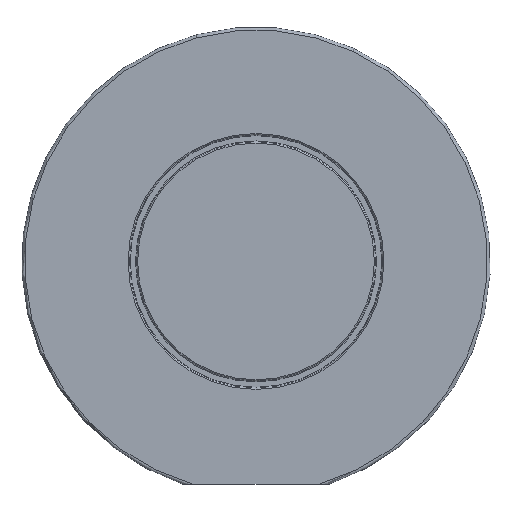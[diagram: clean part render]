
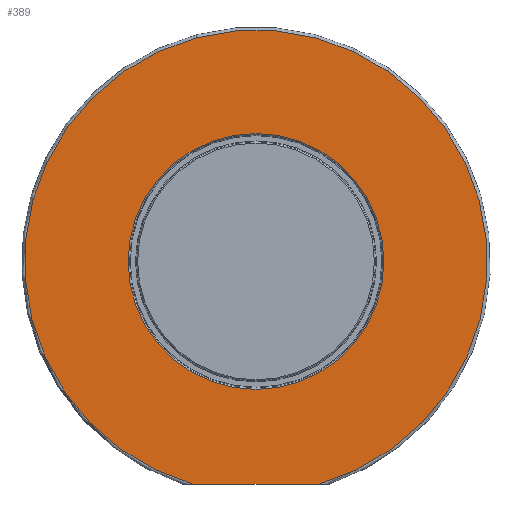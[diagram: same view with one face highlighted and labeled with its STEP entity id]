
A CAD part, front view. The second image highlights one B-rep face of the part: STEP entity #389.
In plain terms, the highlighted planar face has unit normal (0, -1, 0).
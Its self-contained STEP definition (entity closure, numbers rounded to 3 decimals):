
#26=FACE_BOUND('',#120,.T.);
#34=PLANE('',#447);
#45=LINE('',#673,#61);
#61=VECTOR('',#540,10.);
#89=FACE_OUTER_BOUND('',#119,.T.);
#119=EDGE_LOOP('',(#299,#300));
#120=EDGE_LOOP('',(#301));
#156=CIRCLE('',#440,42.85);
#162=CIRCLE('',#448,77.5);
#188=VERTEX_POINT('',#656);
#193=VERTEX_POINT('',#670);
#194=VERTEX_POINT('',#671);
#225=EDGE_CURVE('',#188,#188,#156,.T.);
#232=EDGE_CURVE('',#193,#194,#162,.T.);
#233=EDGE_CURVE('',#193,#194,#45,.T.);
#299=ORIENTED_EDGE('',*,*,#232,.F.);
#300=ORIENTED_EDGE('',*,*,#233,.T.);
#301=ORIENTED_EDGE('',*,*,#225,.F.);
#389=ADVANCED_FACE('',(#89,#26),#34,.T.);
#440=AXIS2_PLACEMENT_3D('',#657,#521,#522);
#447=AXIS2_PLACEMENT_3D('',#669,#536,#537);
#448=AXIS2_PLACEMENT_3D('',#672,#538,#539);
#521=DIRECTION('center_axis',(0.,-1.,0.));
#522=DIRECTION('ref_axis',(1.,0.,0.));
#536=DIRECTION('center_axis',(0.,-1.,0.));
#537=DIRECTION('ref_axis',(1.,0.,0.));
#538=DIRECTION('center_axis',(0.,1.,0.));
#539=DIRECTION('ref_axis',(0.,0.,1.));
#540=DIRECTION('',(1.,0.,0.));
#656=CARTESIAN_POINT('',(0.084,-2.1,-42.527));
#657=CARTESIAN_POINT('Origin',(0.084,-2.1,0.323));
#669=CARTESIAN_POINT('Origin',(0.084,-2.1,0.323));
#670=CARTESIAN_POINT('',(-21.061,-2.1,-74.237));
#671=CARTESIAN_POINT('',(21.229,-2.1,-74.237));
#672=CARTESIAN_POINT('Origin',(0.084,-2.1,0.323));
#673=CARTESIAN_POINT('',(12.363,-2.1,-74.237));
